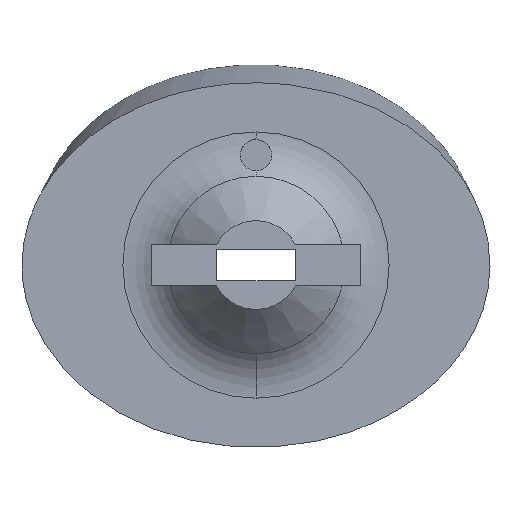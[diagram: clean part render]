
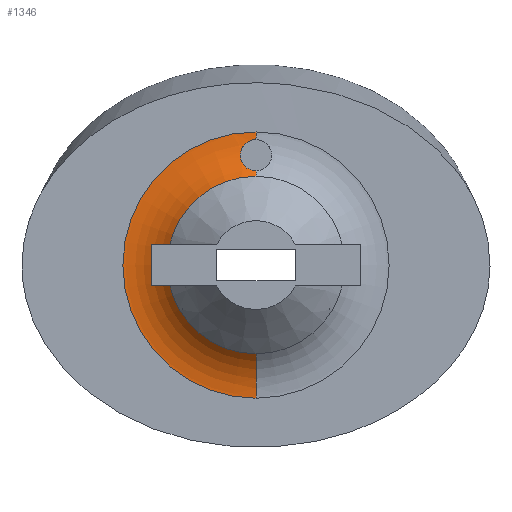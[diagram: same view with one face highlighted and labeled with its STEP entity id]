
A CAD part, front view. The second image highlights one B-rep face of the part: STEP entity #1346.
In plain terms, the highlighted toroidal (fillet/blend) face has major radius 6.363 mm and minor radius 3 mm.
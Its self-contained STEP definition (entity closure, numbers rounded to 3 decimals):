
#21 = CARTESIAN_POINT ( 'NONE',  ( -0.739, 6.383, 5.41 ) ) ;
#78 = EDGE_CURVE ( 'NONE', #2886, #2222, #1883, .T. ) ;
#155 = EDGE_LOOP ( 'NONE', ( #952, #638, #2295, #500, #892, #2613, #1573 ) ) ;
#185 = AXIS2_PLACEMENT_3D ( 'NONE', #794, #2366, #1014 ) ;
#189 = CARTESIAN_POINT ( 'NONE',  ( 0., 6.498, 6. ) ) ;
#244 = CARTESIAN_POINT ( 'NONE',  ( -0.618, 6.451, 5.686 ) ) ;
#251 = EDGE_CURVE ( 'NONE', #1778, #1504, #2386, .T. ) ;
#269 = EDGE_CURVE ( 'NONE', #2222, #1637, #627, .T. ) ;
#308 = CARTESIAN_POINT ( 'NONE',  ( 0., 5.641, 4.241 ) ) ;
#312 = DIRECTION ( 'NONE',  ( 0., -1., 0. ) ) ;
#334 = CIRCLE ( 'NONE', #185, 3. ) ;
#393 = CARTESIAN_POINT ( 'NONE',  ( 0., 5.641, -4.241 ) ) ;
#424 = CARTESIAN_POINT ( 'NONE',  ( 0., 6.52, 6.363 ) ) ;
#457 = CARTESIAN_POINT ( 'NONE',  ( 0., 5.872, 4.5 ) ) ;
#462 = AXIS2_PLACEMENT_3D ( 'NONE', #1266, #1320, #1758 ) ;
#465 = CARTESIAN_POINT ( 'NONE',  ( -0.394, 6.486, 5.896 ) ) ;
#475 = AXIS2_PLACEMENT_3D ( 'NONE', #838, #2421, #1060 ) ;
#498 = VERTEX_POINT ( 'NONE', #189 ) ;
#500 = ORIENTED_EDGE ( 'NONE', *, *, #1920, .T. ) ;
#565 = AXIS2_PLACEMENT_3D ( 'NONE', #1085, #1217, #1228 ) ;
#588 = CIRCLE ( 'NONE', #2075, 6.363 ) ;
#627 = CIRCLE ( 'NONE', #723, 3. ) ;
#638 = ORIENTED_EDGE ( 'NONE', *, *, #251, .T. ) ;
#679 = CARTESIAN_POINT ( 'NONE',  ( -0.103, 5.872, 4.5 ) ) ;
#689 = CARTESIAN_POINT ( 'NONE',  ( -0.104, 6.498, 6. ) ) ;
#723 = AXIS2_PLACEMENT_3D ( 'NONE', #1275, #1299, #1311 ) ;
#794 = CARTESIAN_POINT ( 'NONE',  ( 0., 3.52, 6.363 ) ) ;
#838 = CARTESIAN_POINT ( 'NONE',  ( 0., 5.641, 0. ) ) ;
#892 = ORIENTED_EDGE ( 'NONE', *, *, #1104, .F. ) ;
#906 = CARTESIAN_POINT ( 'NONE',  ( -0.386, 5.959, 4.6 ) ) ;
#952 = ORIENTED_EDGE ( 'NONE', *, *, #2203, .F. ) ;
#989 = B_SPLINE_CURVE_WITH_KNOTS ( 'NONE', 3,
 ( #457, #679, #2246, #906, #2486, #1123, #2715, #1387, #21, #1598, #244, #1819, #465, #2027, #689, #2257 ),
 .UNSPECIFIED., .F., .F.,
 ( 4, 2, 2, 2, 2, 2, 2, 4 ),
 ( 0.004, 0.005, 0.005, 0.006, 0.006, 0.006, 0.007, 0.007 ),
 .UNSPECIFIED. ) ;
#1014 = DIRECTION ( 'NONE',  ( 0., 0., -1. ) ) ;
#1060 = DIRECTION ( 'NONE',  ( 0., 0., -1. ) ) ;
#1085 = CARTESIAN_POINT ( 'NONE',  ( 0., 3.52, 6.363 ) ) ;
#1104 = EDGE_CURVE ( 'NONE', #1637, #2284, #588, .T. ) ;
#1123 = CARTESIAN_POINT ( 'NONE',  ( -0.659, 6.14, 4.848 ) ) ;
#1217 = DIRECTION ( 'NONE',  ( 1., 0., 0. ) ) ;
#1228 = DIRECTION ( 'NONE',  ( 0., 0., -1. ) ) ;
#1242 = FACE_OUTER_BOUND ( 'NONE', #155, .T. ) ;
#1266 = CARTESIAN_POINT ( 'NONE',  ( 0., 5.641, 0. ) ) ;
#1275 = CARTESIAN_POINT ( 'NONE',  ( 0., 3.52, -6.363 ) ) ;
#1299 = DIRECTION ( 'NONE',  ( -1., 0., 0. ) ) ;
#1311 = DIRECTION ( 'NONE',  ( 0., 0., 1. ) ) ;
#1320 = DIRECTION ( 'NONE',  ( 0., -1., 0. ) ) ;
#1342 = CARTESIAN_POINT ( 'NONE',  ( 0., 5.872, 4.5 ) ) ;
#1346 = ADVANCED_FACE ( 'NONE', ( #1242 ), #2456, .F. ) ;
#1376 = CARTESIAN_POINT ( 'NONE',  ( 0., 6.52, -6.363 ) ) ;
#1387 = CARTESIAN_POINT ( 'NONE',  ( -0.754, 6.351, 5.311 ) ) ;
#1504 = VERTEX_POINT ( 'NONE', #1342 ) ;
#1573 = ORIENTED_EDGE ( 'NONE', *, *, #78, .F. ) ;
#1598 = CARTESIAN_POINT ( 'NONE',  ( -0.672, 6.432, 5.597 ) ) ;
#1603 = DIRECTION ( 'NONE',  ( 0., 1., 0. ) ) ;
#1637 = VERTEX_POINT ( 'NONE', #1376 ) ;
#1658 = CARTESIAN_POINT ( 'NONE',  ( 0., 6.52, 0. ) ) ;
#1666 = CARTESIAN_POINT ( 'NONE',  ( -4.241, 5.641, 0. ) ) ;
#1758 = DIRECTION ( 'NONE',  ( 0., 0., -1. ) ) ;
#1778 = VERTEX_POINT ( 'NONE', #308 ) ;
#1819 = CARTESIAN_POINT ( 'NONE',  ( -0.48, 6.477, 5.835 ) ) ;
#1846 = CIRCLE ( 'NONE', #475, 4.241 ) ;
#1883 = CIRCLE ( 'NONE', #462, 4.241 ) ;
#1896 = DIRECTION ( 'NONE',  ( 0., 0., -1. ) ) ;
#1920 = EDGE_CURVE ( 'NONE', #498, #2284, #334, .T. ) ;
#2027 = CARTESIAN_POINT ( 'NONE',  ( -0.206, 6.496, 5.978 ) ) ;
#2075 = AXIS2_PLACEMENT_3D ( 'NONE', #1658, #1603, #2350 ) ;
#2090 = AXIS2_PLACEMENT_3D ( 'NONE', #2795, #312, #1896 ) ;
#2203 = EDGE_CURVE ( 'NONE', #1778, #2886, #1846, .T. ) ;
#2222 = VERTEX_POINT ( 'NONE', #393 ) ;
#2246 = CARTESIAN_POINT ( 'NONE',  ( -0.205, 5.893, 4.522 ) ) ;
#2257 = CARTESIAN_POINT ( 'NONE',  ( 0., 6.498, 6. ) ) ;
#2284 = VERTEX_POINT ( 'NONE', #424 ) ;
#2295 = ORIENTED_EDGE ( 'NONE', *, *, #2482, .T. ) ;
#2350 = DIRECTION ( 'NONE',  ( 0., 0., -1. ) ) ;
#2366 = DIRECTION ( 'NONE',  ( 1., 0., 0. ) ) ;
#2386 = CIRCLE ( 'NONE', #565, 3. ) ;
#2421 = DIRECTION ( 'NONE',  ( 0., -1., 0. ) ) ;
#2456 = TOROIDAL_SURFACE ( 'NONE', #2090, 6.363, 3. ) ;
#2482 = EDGE_CURVE ( 'NONE', #1504, #498, #989, .T. ) ;
#2486 = CARTESIAN_POINT ( 'NONE',  ( -0.464, 6.003, 4.654 ) ) ;
#2613 = ORIENTED_EDGE ( 'NONE', *, *, #269, .F. ) ;
#2715 = CARTESIAN_POINT ( 'NONE',  ( -0.74, 6.239, 5.025 ) ) ;
#2795 = CARTESIAN_POINT ( 'NONE',  ( 0., 3.52, 0. ) ) ;
#2886 = VERTEX_POINT ( 'NONE', #1666 ) ;
